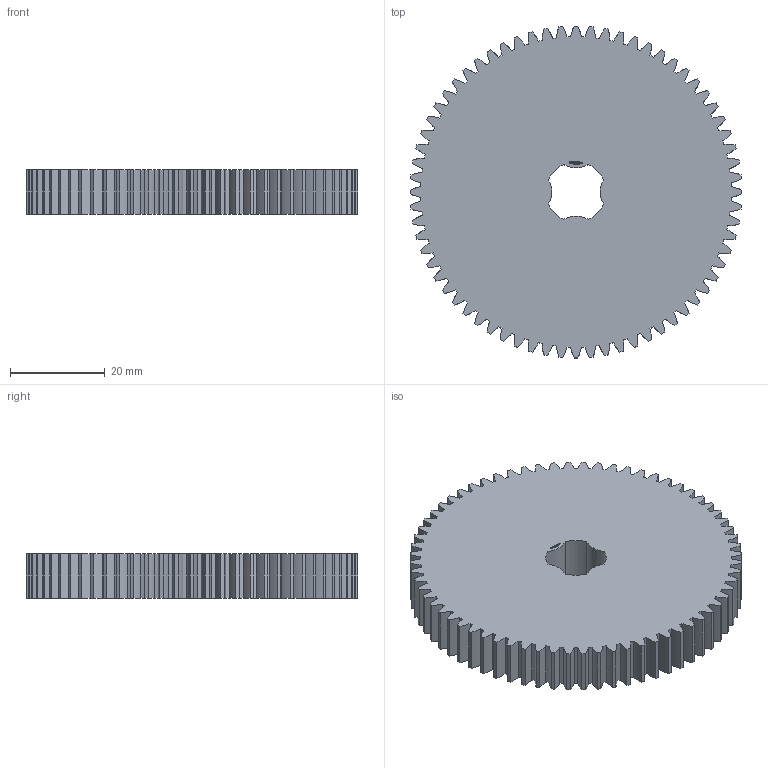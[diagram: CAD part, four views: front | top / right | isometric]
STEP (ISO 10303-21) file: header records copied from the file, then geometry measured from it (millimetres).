
FILE_DESCRIPTION(('FreeCAD Model'),'2;1');
FILE_NAME('Open CASCADE Shape Model','2024-03-10T22:58:01',(''),(''), 'Open CASCADE STEP processor 7.6','FreeCAD','Unknown');
FILE_SCHEMA(('AUTOMOTIVE_DESIGN { 1 0 10303 214 1 1 1 1 }'));
Products named in the file (1): Gear Wheel PLN TTH68 BU00.75 SFT-SHD - SPN-GWH-0251 (stemfie.org)
Bounding box: 70 x 70 x 9.38 mm (x, y, z)
Volume: 32870.8 mm3; surface area: 11434.9 mm2
Topology: 1 solids, 1 shells, 738 faces, 2121 edges, 1414 vertices
Faces by surface type: extrusion 406, plane 324, cylinder 8
Entity records: 69491 total; most frequent: CARTESIAN_POINT 24826, DIRECTION 5827, VECTOR 5113, LINE 4707, ORIENTED_EDGE 4242, PCURVE 4242, DEFINITIONAL_REPRESENTATION 4242, EDGE_CURVE 2121
